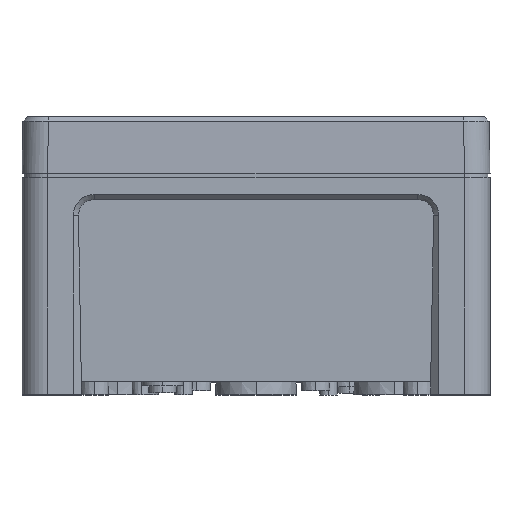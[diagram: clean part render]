
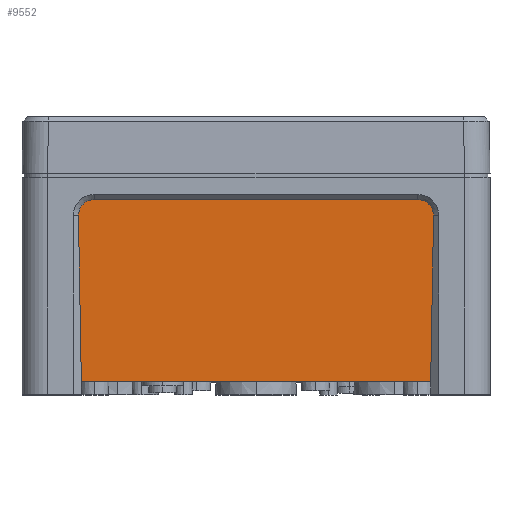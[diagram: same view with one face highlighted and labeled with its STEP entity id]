
A CAD part, top view. The second image highlights one B-rep face of the part: STEP entity #9552.
In plain terms, the highlighted planar face has unit normal (0, -0.018, 1).
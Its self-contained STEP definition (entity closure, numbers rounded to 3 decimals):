
#931 = CARTESIAN_POINT ( 'NONE',  ( -38., -6.201, 53.799 ) ) ;
#1279 =( BOUNDED_CURVE ( )  B_SPLINE_CURVE ( 3, ( #931, #15292, #6125, #6214 ),
 .UNSPECIFIED., .F., .F. ) 
 B_SPLINE_CURVE_WITH_KNOTS ( ( 4, 4 ),
 ( 0., 1.588 ),
 .UNSPECIFIED. ) 
 CURVE ( )  GEOMETRIC_REPRESENTATION_ITEM ( )  RATIONAL_B_SPLINE_CURVE ( ( 1., 0.801, 0.801, 1. ) ) 
 REPRESENTATION_ITEM ( '' )  );
#1317 = EDGE_CURVE ( 'NONE', #8172, #10144, #16216, .T. ) ;
#2126 = EDGE_CURVE ( 'NONE', #10144, #2575, #11806, .T. ) ;
#2226 = CARTESIAN_POINT ( 'NONE',  ( 43., -52., 53. ) ) ;
#2575 = VERTEX_POINT ( 'NONE', #8951 ) ;
#2591 = ORIENTED_EDGE ( 'NONE', *, *, #2841, .T. ) ;
#2841 = EDGE_CURVE ( 'NONE', #13767, #8172, #1279, .T. ) ;
#3496 = LINE ( 'NONE', #11475, #7904 ) ;
#3534 = EDGE_CURVE ( 'NONE', #10267, #16886, #14496, .T. ) ;
#3709 = DIRECTION ( 'NONE',  ( 0., -0.017, 1. ) ) ;
#3742 = CARTESIAN_POINT ( 'NONE',  ( 43., -49., 53.052 ) ) ;
#4023 = AXIS2_PLACEMENT_3D ( 'NONE', #2226, #3709, #13010 ) ;
#4446 = CARTESIAN_POINT ( 'NONE',  ( -41.052, -49., 53.052 ) ) ;
#5774 = CARTESIAN_POINT ( 'NONE',  ( 38., -6.201, 53.799 ) ) ;
#5958 = EDGE_CURVE ( 'NONE', #16886, #2575, #3496, .T. ) ;
#6125 = CARTESIAN_POINT ( 'NONE',  ( -41.772, -7.782, 53.772 ) ) ;
#6214 = CARTESIAN_POINT ( 'NONE',  ( -41.733, -10., 53.733 ) ) ;
#7782 = VECTOR ( 'NONE', #15492, 1000. ) ;
#7904 = VECTOR ( 'NONE', #16827, 1000. ) ;
#8172 = VERTEX_POINT ( 'NONE', #13530 ) ;
#8333 = CARTESIAN_POINT ( 'NONE',  ( -41.001, -51.93, 53.001 ) ) ;
#8659 = ORIENTED_EDGE ( 'NONE', *, *, #5958, .F. ) ;
#8951 = CARTESIAN_POINT ( 'NONE',  ( 41.052, -49., 53.052 ) ) ;
#9545 = CARTESIAN_POINT ( 'NONE',  ( -38., -6.201, 53.799 ) ) ;
#9552 = ADVANCED_FACE ( 'NONE', ( #11693 ), #14233, .T. ) ;
#9699 = VECTOR ( 'NONE', #13665, 1000. ) ;
#10144 = VERTEX_POINT ( 'NONE', #4446 ) ;
#10267 = VERTEX_POINT ( 'NONE', #5774 ) ;
#11475 = CARTESIAN_POINT ( 'NONE',  ( 41.001, -51.93, 53.001 ) ) ;
#11693 = FACE_OUTER_BOUND ( 'NONE', #14818, .T. ) ;
#11806 = LINE ( 'NONE', #3742, #7782 ) ;
#12271 = EDGE_CURVE ( 'NONE', #13767, #10267, #13414, .T. ) ;
#12361 = CARTESIAN_POINT ( 'NONE',  ( 41.733, -10., 53.733 ) ) ;
#13010 = DIRECTION ( 'NONE',  ( -1., 0., 0. ) ) ;
#13150 = ORIENTED_EDGE ( 'NONE', *, *, #2126, .T. ) ;
#13183 = ORIENTED_EDGE ( 'NONE', *, *, #3534, .F. ) ;
#13414 = LINE ( 'NONE', #13662, #14595 ) ;
#13530 = CARTESIAN_POINT ( 'NONE',  ( -41.733, -10., 53.733 ) ) ;
#13580 = DIRECTION ( 'NONE',  ( 1., 0., 0. ) ) ;
#13662 = CARTESIAN_POINT ( 'NONE',  ( 43., -6.201, 53.799 ) ) ;
#13665 = DIRECTION ( 'NONE',  ( 0.017, -1., -0.017 ) ) ;
#13756 = CARTESIAN_POINT ( 'NONE',  ( 41.772, -7.782, 53.772 ) ) ;
#13767 = VERTEX_POINT ( 'NONE', #9545 ) ;
#14021 = CARTESIAN_POINT ( 'NONE',  ( 40.218, -6.201, 53.799 ) ) ;
#14233 = PLANE ( 'NONE',  #4023 ) ;
#14496 =( BOUNDED_CURVE ( )  B_SPLINE_CURVE ( 3, ( #16311, #14021, #13756, #12361 ),
 .UNSPECIFIED., .F., .T. ) 
 B_SPLINE_CURVE_WITH_KNOTS ( ( 4, 4 ),
 ( 0., 1.588 ),
 .UNSPECIFIED. ) 
 CURVE ( )  GEOMETRIC_REPRESENTATION_ITEM ( )  RATIONAL_B_SPLINE_CURVE ( ( 1., 0.801, 0.801, 1. ) ) 
 REPRESENTATION_ITEM ( '' )  );
#14595 = VECTOR ( 'NONE', #13580, 1000. ) ;
#14626 = ORIENTED_EDGE ( 'NONE', *, *, #12271, .F. ) ;
#14818 = EDGE_LOOP ( 'NONE', ( #13150, #8659, #13183, #14626, #2591, #16301 ) ) ;
#15292 = CARTESIAN_POINT ( 'NONE',  ( -40.218, -6.201, 53.799 ) ) ;
#15492 = DIRECTION ( 'NONE',  ( 1., 0., 0. ) ) ;
#15876 = CARTESIAN_POINT ( 'NONE',  ( 41.733, -10., 53.733 ) ) ;
#16216 = LINE ( 'NONE', #8333, #9699 ) ;
#16301 = ORIENTED_EDGE ( 'NONE', *, *, #1317, .T. ) ;
#16311 = CARTESIAN_POINT ( 'NONE',  ( 38., -6.201, 53.799 ) ) ;
#16827 = DIRECTION ( 'NONE',  ( -0.017, -1., -0.017 ) ) ;
#16886 = VERTEX_POINT ( 'NONE', #15876 ) ;
